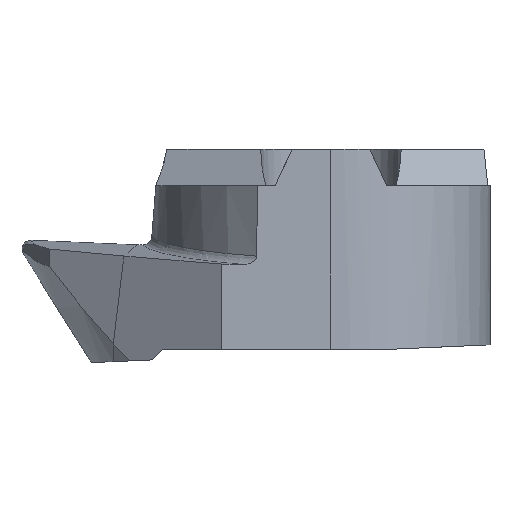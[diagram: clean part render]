
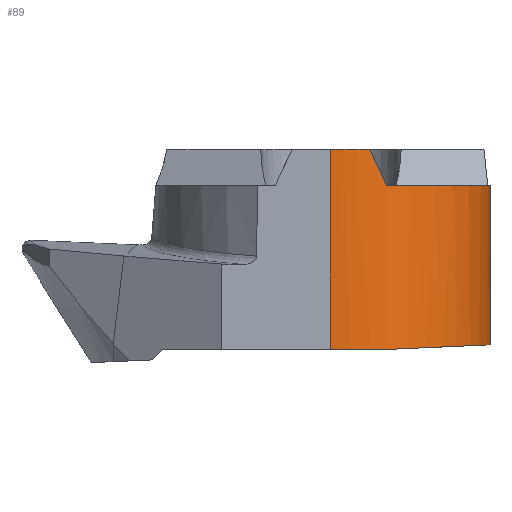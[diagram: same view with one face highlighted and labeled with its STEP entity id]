
A CAD part, front view. The second image highlights one B-rep face of the part: STEP entity #89.
In plain terms, the highlighted cylindrical face has radius 3.5 mm (diameter 7 mm), a partial arc.
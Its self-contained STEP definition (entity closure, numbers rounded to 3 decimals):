
#89=ADVANCED_FACE('',(#148),#138,.T.);
#138=CYLINDRICAL_SURFACE('',#1000,3.5);
#148=FACE_OUTER_BOUND('',#199,.T.);
#199=EDGE_LOOP('',(#376,#377,#378,#379,#380,#381,#382));
#251=(
BOUNDED_CURVE()
B_SPLINE_CURVE(3,(#1370,#1371,#1372,#1373),.UNSPECIFIED.,.F.,.F.)
B_SPLINE_CURVE_WITH_KNOTS((4,4),(0.,1.),.UNSPECIFIED.)
CURVE()
GEOMETRIC_REPRESENTATION_ITEM()
RATIONAL_B_SPLINE_CURVE((1.,0.883,0.883,1.))
REPRESENTATION_ITEM('')
);
#252=(
BOUNDED_CURVE()
B_SPLINE_CURVE(3,(#1380,#1381,#1382,#1383),.UNSPECIFIED.,.F.,.F.)
B_SPLINE_CURVE_WITH_KNOTS((4,4),(0.,1.),.UNSPECIFIED.)
CURVE()
GEOMETRIC_REPRESENTATION_ITEM()
RATIONAL_B_SPLINE_CURVE((1.,0.999,0.999,1.))
REPRESENTATION_ITEM('')
);
#267=LINE('',#1376,#312);
#268=LINE('',#1387,#313);
#312=VECTOR('',#1104,1.);
#313=VECTOR('',#1109,1.);
#376=ORIENTED_EDGE('',*,*,#746,.T.);
#377=ORIENTED_EDGE('',*,*,#747,.T.);
#378=ORIENTED_EDGE('',*,*,#748,.T.);
#379=ORIENTED_EDGE('',*,*,#749,.T.);
#380=ORIENTED_EDGE('',*,*,#750,.T.);
#381=ORIENTED_EDGE('',*,*,#751,.F.);
#382=ORIENTED_EDGE('',*,*,#752,.T.);
#650=VERTEX_POINT('',#1374);
#651=VERTEX_POINT('',#1375);
#652=VERTEX_POINT('',#1377);
#653=VERTEX_POINT('',#1379);
#654=VERTEX_POINT('',#1384);
#655=VERTEX_POINT('',#1386);
#656=VERTEX_POINT('',#1388);
#746=EDGE_CURVE('',#650,#651,#251,.T.);
#747=EDGE_CURVE('',#651,#652,#267,.T.);
#748=EDGE_CURVE('',#652,#653,#875,.T.);
#749=EDGE_CURVE('',#653,#654,#252,.T.);
#750=EDGE_CURVE('',#654,#655,#876,.T.);
#751=EDGE_CURVE('',#656,#655,#268,.T.);
#752=EDGE_CURVE('',#656,#650,#877,.T.);
#875=CIRCLE('',#997,3.5);
#876=CIRCLE('',#998,3.5);
#877=CIRCLE('',#999,3.5);
#997=AXIS2_PLACEMENT_3D('',#1378,#1105,#1106);
#998=AXIS2_PLACEMENT_3D('',#1385,#1107,#1108);
#999=AXIS2_PLACEMENT_3D('',#1389,#1110,#1111);
#1000=AXIS2_PLACEMENT_3D('',#1390,#1112,#1113);
#1104=DIRECTION('',(0.,0.,1.));
#1105=DIRECTION('',(0.,0.,-1.));
#1106=DIRECTION('',(1.,0.,0.));
#1107=DIRECTION('',(0.,0.,-1.));
#1108=DIRECTION('',(1.,0.,0.));
#1109=DIRECTION('',(0.,0.,1.));
#1110=DIRECTION('',(0.,0.,1.));
#1111=DIRECTION('',(-1.,0.,0.));
#1112=DIRECTION('',(0.,0.,1.));
#1113=DIRECTION('',(-1.,0.,0.));
#1370=CARTESIAN_POINT('',(1.26,-3.265,-3.7));
#1371=CARTESIAN_POINT('',(2.654,-2.727,-3.638));
#1372=CARTESIAN_POINT('',(3.5,-1.495,-3.6));
#1373=CARTESIAN_POINT('',(3.5,0.,-3.6));
#1374=CARTESIAN_POINT('',(1.26,-3.265,-3.7));
#1375=CARTESIAN_POINT('',(3.5,0.,-3.6));
#1376=CARTESIAN_POINT('',(3.5,0.,-4.1));
#1377=CARTESIAN_POINT('',(3.5,0.,-0.1));
#1378=CARTESIAN_POINT('',(0.,0.,-0.1));
#1379=CARTESIAN_POINT('',(1.226,-3.278,-0.1));
#1380=CARTESIAN_POINT('',(1.226,-3.278,-0.1));
#1381=CARTESIAN_POINT('',(1.104,-3.324,0.162));
#1382=CARTESIAN_POINT('',(0.98,-3.363,0.429));
#1383=CARTESIAN_POINT('',(0.853,-3.394,0.7));
#1384=CARTESIAN_POINT('',(0.853,-3.394,0.7));
#1385=CARTESIAN_POINT('',(0.,0.,0.7));
#1386=CARTESIAN_POINT('',(0.,-3.5,0.7));
#1387=CARTESIAN_POINT('',(0.,-3.5,-4.1));
#1388=CARTESIAN_POINT('',(0.,-3.5,-3.7));
#1389=CARTESIAN_POINT('',(0.,0.,-3.7));
#1390=CARTESIAN_POINT('',(0.,0.,-4.1));
